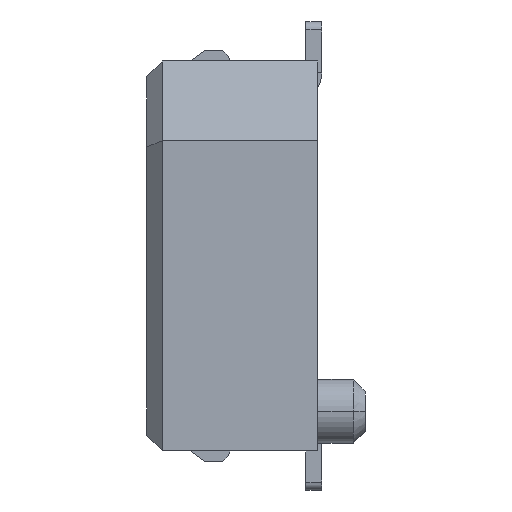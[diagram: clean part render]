
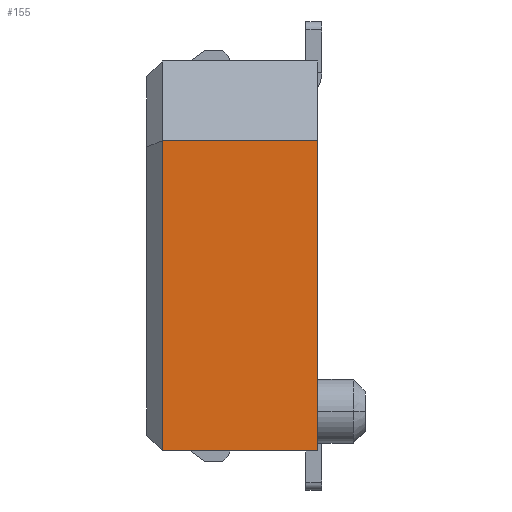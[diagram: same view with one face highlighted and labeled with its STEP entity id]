
A CAD part, left-side view. The second image highlights one B-rep face of the part: STEP entity #155.
In plain terms, the highlighted planar face has unit normal (-1, 0, 0).
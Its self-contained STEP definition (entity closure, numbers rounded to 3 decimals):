
#53=CARTESIAN_POINT('',(-9.3,-0.2,1.45));
#54=VERTEX_POINT('',#53);
#75=CARTESIAN_POINT('',(-9.3,-2.15,1.45));
#76=VERTEX_POINT('',#75);
#77=CARTESIAN_POINT('',(-9.3,-0.2,1.45));
#78=DIRECTION('',(0.,-1.,0.));
#79=VECTOR('',#78,1.95);
#80=LINE('',#77,#79);
#81=EDGE_CURVE('',#54,#76,#80,.T.);
#115=CARTESIAN_POINT('',(-9.3,-0.2,-2.45));
#116=VERTEX_POINT('',#115);
#123=CARTESIAN_POINT('',(-9.3,-0.2,-2.45));
#124=DIRECTION('',(0.,0.,1.));
#125=VECTOR('',#124,3.9);
#126=LINE('',#123,#125);
#127=EDGE_CURVE('',#116,#54,#126,.T.);
#132=CARTESIAN_POINT('',(-9.3,0.,-2.45));
#133=DIRECTION('',(0.,0.,1.));
#134=DIRECTION('',(-1.,0.,0.));
#135=AXIS2_PLACEMENT_3D('',#132,#134,#133);
#136=PLANE('',#135);
#137=CARTESIAN_POINT('',(-9.3,-2.15,-2.45));
#138=VERTEX_POINT('',#137);
#139=CARTESIAN_POINT('',(-9.3,-0.2,-2.45));
#140=DIRECTION('',(0.,-1.,0.));
#141=VECTOR('',#140,1.95);
#142=LINE('',#139,#141);
#143=EDGE_CURVE('',#116,#138,#142,.T.);
#144=ORIENTED_EDGE('',*,*,#143,.T.);
#145=CARTESIAN_POINT('',(-9.3,-2.15,-2.45));
#146=DIRECTION('',(0.,0.,1.));
#147=VECTOR('',#146,3.9);
#148=LINE('',#145,#147);
#149=EDGE_CURVE('',#138,#76,#148,.T.);
#150=ORIENTED_EDGE('',*,*,#149,.T.);
#151=ORIENTED_EDGE('',*,*,#81,.F.);
#152=ORIENTED_EDGE('',*,*,#127,.F.);
#153=EDGE_LOOP('',(#144,#150,#151,#152));
#154=FACE_OUTER_BOUND('',#153,.T.);
#155=ADVANCED_FACE('',(#154),#136,.T.);
